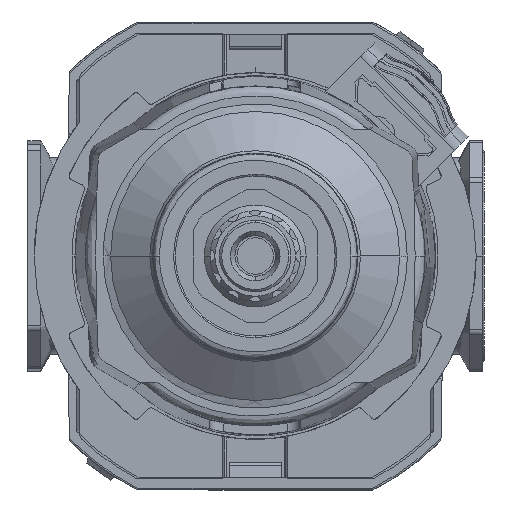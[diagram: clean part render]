
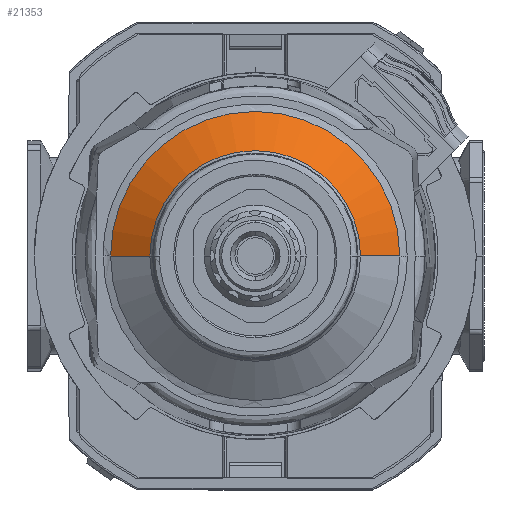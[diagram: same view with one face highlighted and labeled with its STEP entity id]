
A CAD part, front view. The second image highlights one B-rep face of the part: STEP entity #21353.
In plain terms, the highlighted conical face has half-angle 54.996 degrees and reference radius 22.24 mm.
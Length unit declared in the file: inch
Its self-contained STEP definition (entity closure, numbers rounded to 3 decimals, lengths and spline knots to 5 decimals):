
#1274 = CARTESIAN_POINT ( 'NONE',  ( 0.63777, -4.28315, 0. ) ) ;
#3388 = CIRCLE ( 'NONE', #27596, 0.87558 ) ;
#4882 = LINE ( 'NONE', #12412, #19473 ) ;
#7074 = VERTEX_POINT ( 'NONE', #1274 ) ;
#10186 = VERTEX_POINT ( 'NONE', #27321 ) ;
#10272 = CIRCLE ( 'NONE', #26166, 0.63777 ) ;
#11776 = AXIS2_PLACEMENT_3D ( 'NONE', #38039, #27888, #31961 ) ;
#11987 = DIRECTION ( 'NONE',  ( -0.819, 0.574, 0. ) ) ;
#12366 = ORIENTED_EDGE ( 'NONE', *, *, #18665, .T. ) ;
#12412 = CARTESIAN_POINT ( 'NONE',  ( -0.87558, -4.11661, 0. ) ) ;
#13249 = EDGE_CURVE ( 'NONE', #20609, #10186, #4882, .T. ) ;
#13472 = CARTESIAN_POINT ( 'NONE',  ( 0., -4.11661, 0. ) ) ;
#14387 = ORIENTED_EDGE ( 'NONE', *, *, #18343, .T. ) ;
#15454 = EDGE_CURVE ( 'NONE', #7074, #30846, #39505, .T. ) ;
#15806 = CARTESIAN_POINT ( 'NONE',  ( 0.87558, -4.11661, 0. ) ) ;
#16428 = ORIENTED_EDGE ( 'NONE', *, *, #15454, .T. ) ;
#17007 = DIRECTION ( 'NONE',  ( 0.819, 0.574, 0. ) ) ;
#18343 = EDGE_CURVE ( 'NONE', #30846, #10186, #3388, .T. ) ;
#18582 = FACE_OUTER_BOUND ( 'NONE', #28103, .T. ) ;
#18665 = EDGE_CURVE ( 'NONE', #20609, #7074, #10272, .T. ) ;
#19271 = CARTESIAN_POINT ( 'NONE',  ( 0., -4.28315, 0. ) ) ;
#19473 = VECTOR ( 'NONE', #11987, 39.37008 ) ;
#19967 = DIRECTION ( 'NONE',  ( 0., -1., 0. ) ) ;
#20609 = VERTEX_POINT ( 'NONE', #41617 ) ;
#21353 = ADVANCED_FACE ( 'NONE', ( #18582 ), #30437, .T. ) ;
#21501 = VECTOR ( 'NONE', #17007, 39.37008 ) ;
#26166 = AXIS2_PLACEMENT_3D ( 'NONE', #19271, #42637, #32439 ) ;
#27173 = CARTESIAN_POINT ( 'NONE',  ( 0.87558, -4.11661, 0. ) ) ;
#27321 = CARTESIAN_POINT ( 'NONE',  ( -0.87558, -4.11661, 0. ) ) ;
#27596 = AXIS2_PLACEMENT_3D ( 'NONE', #13472, #19967, #39859 ) ;
#27888 = DIRECTION ( 'NONE',  ( 0., 1., 0. ) ) ;
#28103 = EDGE_LOOP ( 'NONE', ( #12366, #16428, #14387, #34816 ) ) ;
#30437 = CONICAL_SURFACE ( 'NONE', #11776, 0.87558, 0.96 ) ;
#30846 = VERTEX_POINT ( 'NONE', #15806 ) ;
#31961 = DIRECTION ( 'NONE',  ( -1., 0., 0. ) ) ;
#32439 = DIRECTION ( 'NONE',  ( -1., 0., 0. ) ) ;
#34816 = ORIENTED_EDGE ( 'NONE', *, *, #13249, .F. ) ;
#38039 = CARTESIAN_POINT ( 'NONE',  ( 0., -4.11661, 0. ) ) ;
#39505 = LINE ( 'NONE', #27173, #21501 ) ;
#39859 = DIRECTION ( 'NONE',  ( 1., 0., 0. ) ) ;
#41617 = CARTESIAN_POINT ( 'NONE',  ( -0.63777, -4.28315, 0. ) ) ;
#42637 = DIRECTION ( 'NONE',  ( 0., 1., 0. ) ) ;
